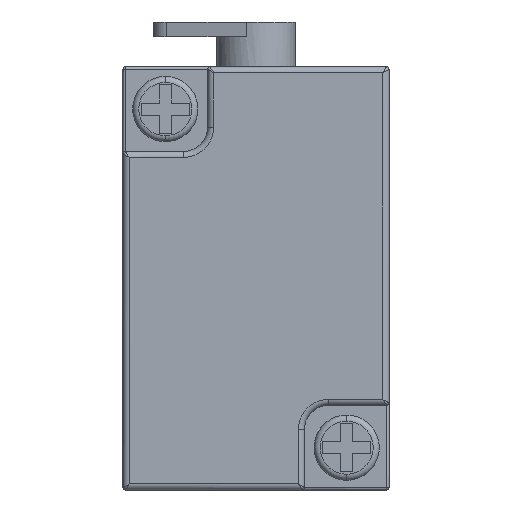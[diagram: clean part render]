
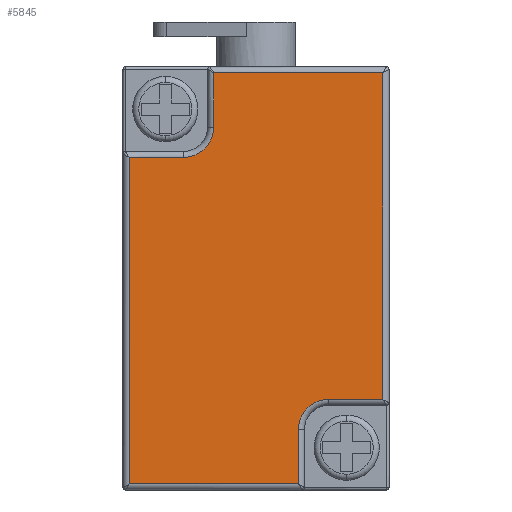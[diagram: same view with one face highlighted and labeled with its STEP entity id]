
A CAD part, front view. The second image highlights one B-rep face of the part: STEP entity #5845.
In plain terms, the highlighted planar face has unit normal (0, -1, 0).
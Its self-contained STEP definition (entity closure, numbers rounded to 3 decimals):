
#39 = CARTESIAN_POINT ( 'NONE',  ( 17., -0.5, -27.5 ) ) ;
#438 = VECTOR ( 'NONE', #7724, 1000. ) ;
#553 = CIRCLE ( 'NONE', #5703, 2.5 ) ;
#621 = CARTESIAN_POINT ( 'NONE',  ( 5., -0.5, -5. ) ) ;
#797 = EDGE_CURVE ( 'NONE', #7819, #1724, #5580, .T. ) ;
#828 = DIRECTION ( 'NONE',  ( 0., 0., -1. ) ) ;
#899 = ORIENTED_EDGE ( 'NONE', *, *, #7536, .T. ) ;
#900 = CARTESIAN_POINT ( 'NONE',  ( 7.5, -0.5, -5. ) ) ;
#1072 = CARTESIAN_POINT ( 'NONE',  ( 5., -0.5, -7.5 ) ) ;
#1190 = DIRECTION ( 'NONE',  ( 0., 0., -1. ) ) ;
#1198 = DIRECTION ( 'NONE',  ( 1., 0., 0. ) ) ;
#1260 = FACE_OUTER_BOUND ( 'NONE', #2744, .T. ) ;
#1313 = CARTESIAN_POINT ( 'NONE',  ( 0., -0.5, -34.5 ) ) ;
#1414 = EDGE_CURVE ( 'NONE', #2829, #5261, #2623, .T. ) ;
#1526 = LINE ( 'NONE', #2784, #2438 ) ;
#1536 = CARTESIAN_POINT ( 'NONE',  ( 7.5, -0.5, -0.5 ) ) ;
#1555 = ORIENTED_EDGE ( 'NONE', *, *, #1414, .T. ) ;
#1586 = AXIS2_PLACEMENT_3D ( 'NONE', #621, #3185, #1190 ) ;
#1724 = VERTEX_POINT ( 'NONE', #900 ) ;
#1806 = AXIS2_PLACEMENT_3D ( 'NONE', #6360, #4685, #828 ) ;
#1845 = CARTESIAN_POINT ( 'NONE',  ( 7.5, -0.5, -5. ) ) ;
#2137 = CARTESIAN_POINT ( 'NONE',  ( 17., -0.5, -30. ) ) ;
#2214 = CARTESIAN_POINT ( 'NONE',  ( 21.5, -0.5, 0. ) ) ;
#2229 = CARTESIAN_POINT ( 'NONE',  ( 0.5, -0.5, -34.5 ) ) ;
#2412 = VECTOR ( 'NONE', #6858, 1000. ) ;
#2438 = VECTOR ( 'NONE', #3916, 1000. ) ;
#2623 = LINE ( 'NONE', #3357, #438 ) ;
#2652 = VECTOR ( 'NONE', #4330, 1000. ) ;
#2744 = EDGE_LOOP ( 'NONE', ( #6615, #1555, #4308, #3490, #3920, #7628, #3093, #4779, #899, #6971 ) ) ;
#2784 = CARTESIAN_POINT ( 'NONE',  ( 22., -0.5, -27.5 ) ) ;
#2829 = VERTEX_POINT ( 'NONE', #1072 ) ;
#2851 = CARTESIAN_POINT ( 'NONE',  ( 0.5, -0.5, -7.5 ) ) ;
#2912 = LINE ( 'NONE', #2214, #7204 ) ;
#2993 = DIRECTION ( 'NONE',  ( 0., 0., 1. ) ) ;
#3093 = ORIENTED_EDGE ( 'NONE', *, *, #8008, .T. ) ;
#3095 = CARTESIAN_POINT ( 'NONE',  ( 0., -0.5, -0.5 ) ) ;
#3117 = CARTESIAN_POINT ( 'NONE',  ( 21.5, -0.5, -0.5 ) ) ;
#3185 = DIRECTION ( 'NONE',  ( 0., 1., 0. ) ) ;
#3226 = CARTESIAN_POINT ( 'NONE',  ( 0.5, -0.5, 0. ) ) ;
#3298 = VECTOR ( 'NONE', #6268, 1000. ) ;
#3321 = EDGE_CURVE ( 'NONE', #5433, #4370, #2912, .T. ) ;
#3357 = CARTESIAN_POINT ( 'NONE',  ( 0., -0.5, -7.5 ) ) ;
#3490 = ORIENTED_EDGE ( 'NONE', *, *, #5407, .T. ) ;
#3511 = DIRECTION ( 'NONE',  ( 0., 0., 1. ) ) ;
#3551 = CARTESIAN_POINT ( 'NONE',  ( 14.5, -0.5, -30. ) ) ;
#3847 = LINE ( 'NONE', #3095, #2412 ) ;
#3881 = VERTEX_POINT ( 'NONE', #7170 ) ;
#3916 = DIRECTION ( 'NONE',  ( 1., 0., 0. ) ) ;
#3920 = ORIENTED_EDGE ( 'NONE', *, *, #6008, .T. ) ;
#4011 = DIRECTION ( 'NONE',  ( 0., 0., -1. ) ) ;
#4152 = VECTOR ( 'NONE', #3511, 1000. ) ;
#4308 = ORIENTED_EDGE ( 'NONE', *, *, #7362, .T. ) ;
#4330 = DIRECTION ( 'NONE',  ( 0., 0., -1. ) ) ;
#4370 = VERTEX_POINT ( 'NONE', #3117 ) ;
#4382 = CARTESIAN_POINT ( 'NONE',  ( 14.5, -0.5, -30. ) ) ;
#4401 = VERTEX_POINT ( 'NONE', #39 ) ;
#4598 = DIRECTION ( 'NONE',  ( 0., 1., 0. ) ) ;
#4685 = DIRECTION ( 'NONE',  ( 0., -1., 0. ) ) ;
#4779 = ORIENTED_EDGE ( 'NONE', *, *, #3321, .T. ) ;
#4923 = LINE ( 'NONE', #1313, #5137 ) ;
#5057 = LINE ( 'NONE', #3226, #3298 ) ;
#5066 = CIRCLE ( 'NONE', #1586, 2.5 ) ;
#5137 = VECTOR ( 'NONE', #1198, 1000. ) ;
#5261 = VERTEX_POINT ( 'NONE', #2851 ) ;
#5282 = VERTEX_POINT ( 'NONE', #2229 ) ;
#5407 = EDGE_CURVE ( 'NONE', #5282, #3881, #4923, .T. ) ;
#5433 = VERTEX_POINT ( 'NONE', #8016 ) ;
#5580 = LINE ( 'NONE', #1845, #2652 ) ;
#5703 = AXIS2_PLACEMENT_3D ( 'NONE', #2137, #4598, #4011 ) ;
#5845 = ADVANCED_FACE ( 'NONE', ( #1260 ), #6953, .T. ) ;
#5953 = VERTEX_POINT ( 'NONE', #4382 ) ;
#6008 = EDGE_CURVE ( 'NONE', #3881, #5953, #7747, .T. ) ;
#6268 = DIRECTION ( 'NONE',  ( 0., 0., -1. ) ) ;
#6360 = CARTESIAN_POINT ( 'NONE',  ( 0., -0.5, 0. ) ) ;
#6430 = EDGE_CURVE ( 'NONE', #1724, #2829, #5066, .T. ) ;
#6615 = ORIENTED_EDGE ( 'NONE', *, *, #6430, .T. ) ;
#6668 = EDGE_CURVE ( 'NONE', #5953, #4401, #553, .T. ) ;
#6858 = DIRECTION ( 'NONE',  ( -1., 0., 0. ) ) ;
#6953 = PLANE ( 'NONE',  #1806 ) ;
#6971 = ORIENTED_EDGE ( 'NONE', *, *, #797, .T. ) ;
#7170 = CARTESIAN_POINT ( 'NONE',  ( 14.5, -0.5, -34.5 ) ) ;
#7204 = VECTOR ( 'NONE', #2993, 1000. ) ;
#7362 = EDGE_CURVE ( 'NONE', #5261, #5282, #5057, .T. ) ;
#7536 = EDGE_CURVE ( 'NONE', #4370, #7819, #3847, .T. ) ;
#7628 = ORIENTED_EDGE ( 'NONE', *, *, #6668, .T. ) ;
#7724 = DIRECTION ( 'NONE',  ( -1., 0., 0. ) ) ;
#7747 = LINE ( 'NONE', #3551, #4152 ) ;
#7819 = VERTEX_POINT ( 'NONE', #1536 ) ;
#8008 = EDGE_CURVE ( 'NONE', #4401, #5433, #1526, .T. ) ;
#8016 = CARTESIAN_POINT ( 'NONE',  ( 21.5, -0.5, -27.5 ) ) ;
